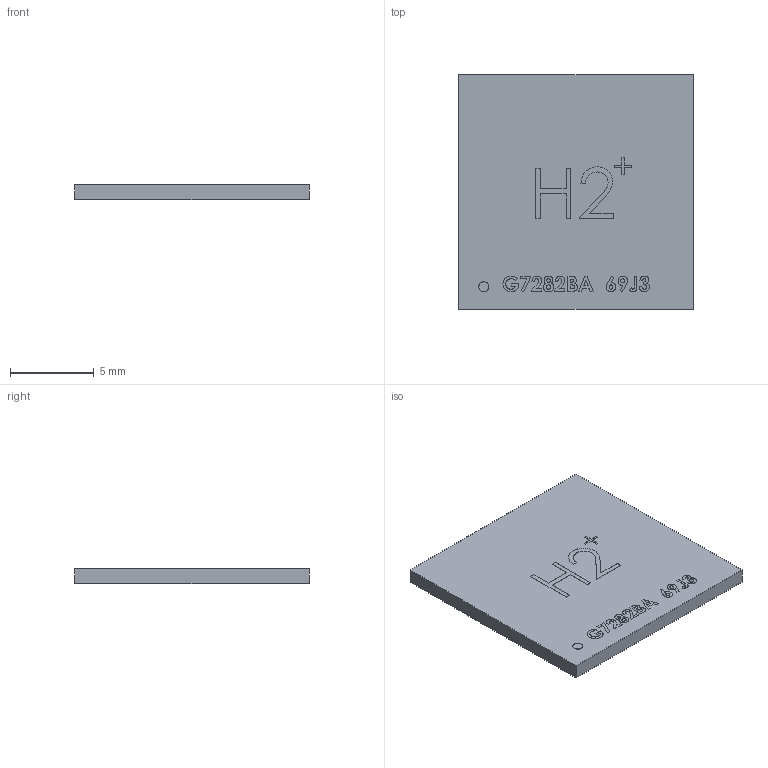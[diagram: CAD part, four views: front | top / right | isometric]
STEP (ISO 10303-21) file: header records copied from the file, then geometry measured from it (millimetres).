
FILE_DESCRIPTION (( 'STEP AP214' ), '1' );
FILE_NAME ('ALLWINNER_H2PLUS.STEP', '2021-04-06T02:51:44', ( '' ), ( '' ), 'SwSTEP 2.0', 'SolidWorks 2020', '' );
FILE_SCHEMA (( 'AUTOMOTIVE_DESIGN' ));
Length unit declared in the file: millimetre
Products named in the file (1): ALLWINNER_H2PLUS
Bounding box: 14 x 14 x 0.9 mm (x, y, z)
Volume: 174.5 mm3; surface area: 458.3 mm2
Topology: 16 solids, 16 shells, 213 faces, 543 edges, 362 vertices
Faces by surface type: plane 125, bspline 86, cylinder 2
Entity records: 11006 total; most frequent: CARTESIAN_POINT 6229, ORIENTED_EDGE 1086, DIRECTION 631, EDGE_CURVE 543, LINE 367, VECTOR 367, VERTEX_POINT 362, EDGE_LOOP 227
